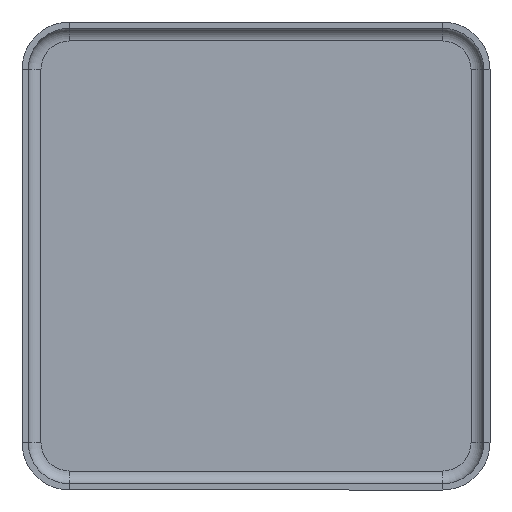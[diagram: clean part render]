
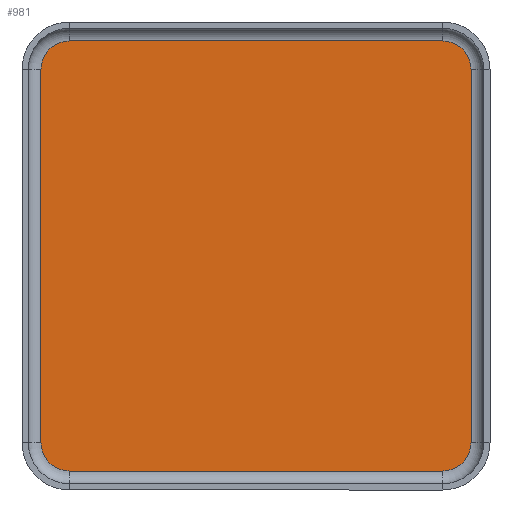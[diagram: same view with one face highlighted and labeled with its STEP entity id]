
A CAD part, front view. The second image highlights one B-rep face of the part: STEP entity #981.
In plain terms, the highlighted planar face has unit normal (0, -1, 0).
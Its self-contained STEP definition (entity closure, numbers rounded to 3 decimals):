
#5 = VERTEX_POINT ( 'NONE', #721 ) ;
#8 = EDGE_CURVE ( 'NONE', #658, #989, #255, .T. ) ;
#26 = DIRECTION ( 'NONE',  ( 0., -1., 0. ) ) ;
#113 = EDGE_CURVE ( 'NONE', #340, #658, #156, .T. ) ;
#114 = VECTOR ( 'NONE', #1157, 1000. ) ;
#141 = DIRECTION ( 'NONE',  ( 0., 0., 1. ) ) ;
#156 = CIRCLE ( 'NONE', #644, 0.9 ) ;
#193 = VERTEX_POINT ( 'NONE', #370 ) ;
#216 = CARTESIAN_POINT ( 'NONE',  ( -6.8, -0.2, -5.9 ) ) ;
#221 = CARTESIAN_POINT ( 'NONE',  ( 6.8, -0.2, 5.9 ) ) ;
#240 = ORIENTED_EDGE ( 'NONE', *, *, #8, .F. ) ;
#248 = AXIS2_PLACEMENT_3D ( 'NONE', #262, #1078, #1088 ) ;
#255 = LINE ( 'NONE', #626, #625 ) ;
#262 = CARTESIAN_POINT ( 'NONE',  ( 5.9, -0.2, -5.9 ) ) ;
#269 = DIRECTION ( 'NONE',  ( -1., 0., 0. ) ) ;
#303 = PLANE ( 'NONE',  #753 ) ;
#313 = CARTESIAN_POINT ( 'NONE',  ( 6.8, -0.2, 5.9 ) ) ;
#340 = VERTEX_POINT ( 'NONE', #534 ) ;
#353 = CARTESIAN_POINT ( 'NONE',  ( 5.9, -0.2, 5.9 ) ) ;
#370 = CARTESIAN_POINT ( 'NONE',  ( -5.9, -0.2, -6.8 ) ) ;
#381 = FACE_OUTER_BOUND ( 'NONE', #1148, .T. ) ;
#382 = CARTESIAN_POINT ( 'NONE',  ( -5.9, -0.2, -5.9 ) ) ;
#465 = CARTESIAN_POINT ( 'NONE',  ( 5.9, -0.2, -6.8 ) ) ;
#497 = DIRECTION ( 'NONE',  ( 0., 1., 0. ) ) ;
#519 = EDGE_CURVE ( 'NONE', #193, #992, #808, .T. ) ;
#534 = CARTESIAN_POINT ( 'NONE',  ( -6.8, -0.2, 5.9 ) ) ;
#536 = ORIENTED_EDGE ( 'NONE', *, *, #767, .F. ) ;
#590 = EDGE_CURVE ( 'NONE', #992, #340, #804, .T. ) ;
#606 = CARTESIAN_POINT ( 'NONE',  ( -6.8, -0.2, -5.9 ) ) ;
#620 = CIRCLE ( 'NONE', #975, 0.9 ) ;
#625 = VECTOR ( 'NONE', #1080, 1000. ) ;
#626 = CARTESIAN_POINT ( 'NONE',  ( -5.9, -0.2, 6.8 ) ) ;
#640 = DIRECTION ( 'NONE',  ( 0., 1., 0. ) ) ;
#644 = AXIS2_PLACEMENT_3D ( 'NONE', #860, #1051, #955 ) ;
#658 = VERTEX_POINT ( 'NONE', #1073 ) ;
#660 = CARTESIAN_POINT ( 'NONE',  ( 5.9, -0.2, 5.9 ) ) ;
#663 = CARTESIAN_POINT ( 'NONE',  ( 5.9, -0.2, 6.8 ) ) ;
#678 = ORIENTED_EDGE ( 'NONE', *, *, #883, .F. ) ;
#712 = ORIENTED_EDGE ( 'NONE', *, *, #590, .F. ) ;
#721 = CARTESIAN_POINT ( 'NONE',  ( 5.9, -0.2, -6.8 ) ) ;
#736 = ORIENTED_EDGE ( 'NONE', *, *, #1142, .F. ) ;
#747 = AXIS2_PLACEMENT_3D ( 'NONE', #382, #497, #1113 ) ;
#753 = AXIS2_PLACEMENT_3D ( 'NONE', #660, #26, #754 ) ;
#754 = DIRECTION ( 'NONE',  ( 0., 0., -1. ) ) ;
#761 = ORIENTED_EDGE ( 'NONE', *, *, #519, .F. ) ;
#766 = CIRCLE ( 'NONE', #248, 0.9 ) ;
#767 = EDGE_CURVE ( 'NONE', #1064, #5, #766, .T. ) ;
#769 = EDGE_CURVE ( 'NONE', #989, #1022, #620, .T. ) ;
#796 = LINE ( 'NONE', #313, #114 ) ;
#804 = LINE ( 'NONE', #606, #866 ) ;
#808 = CIRCLE ( 'NONE', #747, 0.9 ) ;
#819 = ORIENTED_EDGE ( 'NONE', *, *, #769, .F. ) ;
#840 = CARTESIAN_POINT ( 'NONE',  ( 6.8, -0.2, -5.9 ) ) ;
#847 = ORIENTED_EDGE ( 'NONE', *, *, #113, .F. ) ;
#860 = CARTESIAN_POINT ( 'NONE',  ( -5.9, -0.2, 5.9 ) ) ;
#866 = VECTOR ( 'NONE', #141, 1000. ) ;
#883 = EDGE_CURVE ( 'NONE', #5, #193, #924, .T. ) ;
#924 = LINE ( 'NONE', #465, #964 ) ;
#955 = DIRECTION ( 'NONE',  ( 0., 0., 1. ) ) ;
#964 = VECTOR ( 'NONE', #269, 1000. ) ;
#975 = AXIS2_PLACEMENT_3D ( 'NONE', #353, #640, #994 ) ;
#981 = ADVANCED_FACE ( 'NONE', ( #381 ), #303, .T. ) ;
#989 = VERTEX_POINT ( 'NONE', #663 ) ;
#992 = VERTEX_POINT ( 'NONE', #216 ) ;
#994 = DIRECTION ( 'NONE',  ( 0., 0., 1. ) ) ;
#1022 = VERTEX_POINT ( 'NONE', #221 ) ;
#1051 = DIRECTION ( 'NONE',  ( 0., 1., 0. ) ) ;
#1064 = VERTEX_POINT ( 'NONE', #840 ) ;
#1073 = CARTESIAN_POINT ( 'NONE',  ( -5.9, -0.2, 6.8 ) ) ;
#1078 = DIRECTION ( 'NONE',  ( 0., 1., 0. ) ) ;
#1080 = DIRECTION ( 'NONE',  ( 1., 0., 0. ) ) ;
#1088 = DIRECTION ( 'NONE',  ( 0., 0., 1. ) ) ;
#1113 = DIRECTION ( 'NONE',  ( 0., 0., 1. ) ) ;
#1142 = EDGE_CURVE ( 'NONE', #1022, #1064, #796, .T. ) ;
#1148 = EDGE_LOOP ( 'NONE', ( #819, #240, #847, #712, #761, #678, #536, #736 ) ) ;
#1157 = DIRECTION ( 'NONE',  ( 0., 0., -1. ) ) ;
